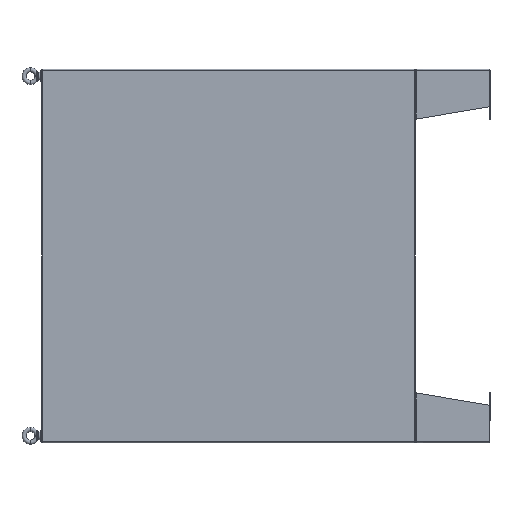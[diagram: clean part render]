
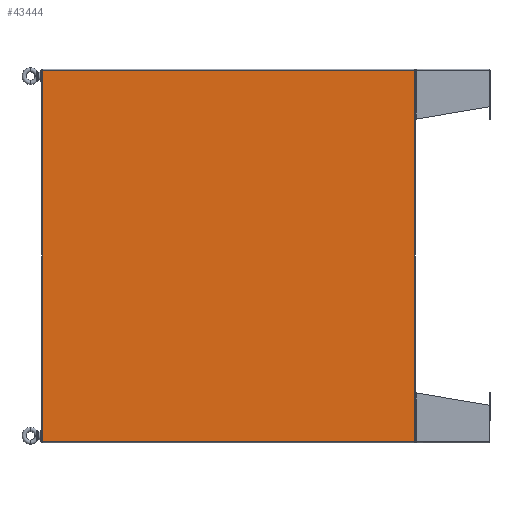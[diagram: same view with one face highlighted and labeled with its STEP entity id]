
A CAD part, left-side view. The second image highlights one B-rep face of the part: STEP entity #43444.
In plain terms, the highlighted face is planar.
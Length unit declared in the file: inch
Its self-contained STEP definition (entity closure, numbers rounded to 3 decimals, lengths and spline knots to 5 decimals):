
#3327 = VECTOR ( 'NONE', #198212, 39.37008 ) ;
#6470 = DIRECTION ( 'NONE',  ( 0., 0., -1. ) ) ;
#38770 = VERTEX_POINT ( 'NONE', #164032 ) ;
#43444 = ADVANCED_FACE ( 'NONE', ( #185589 ), #51793, .F. ) ;
#43761 = LINE ( 'NONE', #127965, #102312 ) ;
#45361 = EDGE_CURVE ( 'NONE', #115202, #38770, #106877, .T. ) ;
#47404 = CARTESIAN_POINT ( 'NONE',  ( -29.8885, 0.095, -29.9675 ) ) ;
#48848 = AXIS2_PLACEMENT_3D ( 'NONE', #163120, #177498, #6470 ) ;
#51793 = PLANE ( 'NONE',  #48848 ) ;
#55310 = EDGE_CURVE ( 'NONE', #38770, #149073, #43761, .T. ) ;
#59469 = ORIENTED_EDGE ( 'NONE', *, *, #68386, .F. ) ;
#59534 = VERTEX_POINT ( 'NONE', #124187 ) ;
#63937 = CARTESIAN_POINT ( 'NONE',  ( -29.8885, 0.095, -29.9675 ) ) ;
#68224 = EDGE_LOOP ( 'NONE', ( #59469, #90724, #152116, #140447 ) ) ;
#68386 = EDGE_CURVE ( 'NONE', #59534, #115202, #96026, .T. ) ;
#90724 = ORIENTED_EDGE ( 'NONE', *, *, #171625, .F. ) ;
#96026 = LINE ( 'NONE', #63937, #188929 ) ;
#102312 = VECTOR ( 'NONE', #159308, 39.37008 ) ;
#106877 = LINE ( 'NONE', #121118, #175210 ) ;
#115202 = VERTEX_POINT ( 'NONE', #47404 ) ;
#121118 = CARTESIAN_POINT ( 'NONE',  ( -30.0315, 0.095, -29.9675 ) ) ;
#123441 = LINE ( 'NONE', #135220, #3327 ) ;
#124187 = CARTESIAN_POINT ( 'NONE',  ( -29.8885, 0.095, 29.9675 ) ) ;
#127965 = CARTESIAN_POINT ( 'NONE',  ( 29.8885, 0.095, -29.9675 ) ) ;
#135220 = CARTESIAN_POINT ( 'NONE',  ( -30.0315, 0.095, 29.9675 ) ) ;
#140447 = ORIENTED_EDGE ( 'NONE', *, *, #45361, .F. ) ;
#149073 = VERTEX_POINT ( 'NONE', #172093 ) ;
#152116 = ORIENTED_EDGE ( 'NONE', *, *, #55310, .F. ) ;
#159308 = DIRECTION ( 'NONE',  ( 0., 0., 1. ) ) ;
#163120 = CARTESIAN_POINT ( 'NONE',  ( -30.0315, 0.095, -29.9675 ) ) ;
#164032 = CARTESIAN_POINT ( 'NONE',  ( 29.8885, 0.095, -29.9675 ) ) ;
#171625 = EDGE_CURVE ( 'NONE', #149073, #59534, #123441, .T. ) ;
#172093 = CARTESIAN_POINT ( 'NONE',  ( 29.8885, 0.095, 29.9675 ) ) ;
#173267 = DIRECTION ( 'NONE',  ( 0., 0., -1. ) ) ;
#175210 = VECTOR ( 'NONE', #202425, 39.37008 ) ;
#177498 = DIRECTION ( 'NONE',  ( 0., -1., 0. ) ) ;
#185589 = FACE_OUTER_BOUND ( 'NONE', #68224, .T. ) ;
#188929 = VECTOR ( 'NONE', #173267, 39.37008 ) ;
#198212 = DIRECTION ( 'NONE',  ( -1., 0., 0. ) ) ;
#202425 = DIRECTION ( 'NONE',  ( 1., 0., 0. ) ) ;
